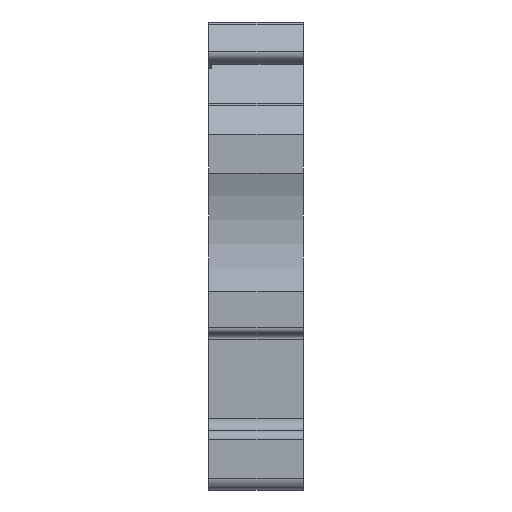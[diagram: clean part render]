
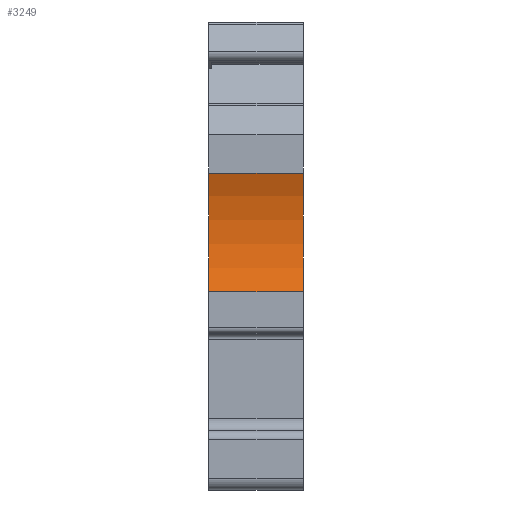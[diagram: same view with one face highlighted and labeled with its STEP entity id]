
A CAD part, left-side view. The second image highlights one B-rep face of the part: STEP entity #3249.
In plain terms, the highlighted cylindrical face has radius 13 mm (diameter 26 mm), a partial arc.
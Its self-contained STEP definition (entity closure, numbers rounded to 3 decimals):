
#65=CIRCLE('',#3477,13.);
#66=CIRCLE('',#3478,13.);
#137=CYLINDRICAL_SURFACE('',#3476,13.);
#422=ORIENTED_EDGE('',*,*,#1324,.F.);
#423=ORIENTED_EDGE('',*,*,#1325,.F.);
#424=ORIENTED_EDGE('',*,*,#1326,.T.);
#425=ORIENTED_EDGE('',*,*,#1323,.T.);
#1323=EDGE_CURVE('',#1757,#1758,#2085,.T.);
#1324=EDGE_CURVE('',#1759,#1758,#65,.T.);
#1325=EDGE_CURVE('',#1760,#1759,#2086,.T.);
#1326=EDGE_CURVE('',#1760,#1757,#66,.T.);
#1757=VERTEX_POINT('',#4954);
#1758=VERTEX_POINT('',#4956);
#1759=VERTEX_POINT('',#4960);
#1760=VERTEX_POINT('',#4962);
#2085=LINE('',#4957,#2473);
#2086=LINE('',#4961,#2474);
#2473=VECTOR('',#3999,1000.);
#2474=VECTOR('',#4004,1000.);
#2773=EDGE_LOOP('',(#422,#423,#424,#425));
#2950=FACE_BOUND('',#2773,.T.);
#3249=ADVANCED_FACE('',(#2950),#137,.F.);
#3476=AXIS2_PLACEMENT_3D('',#4958,#4000,#4001);
#3477=AXIS2_PLACEMENT_3D('',#4959,#4002,#4003);
#3478=AXIS2_PLACEMENT_3D('',#4963,#4005,#4006);
#3999=DIRECTION('',(0.,-1.,0.));
#4000=DIRECTION('',(0.,-1.,0.));
#4001=DIRECTION('',(0.,0.,-1.));
#4002=DIRECTION('',(0.,1.,0.));
#4003=DIRECTION('',(-1.,0.,0.));
#4004=DIRECTION('',(0.,-1.,0.));
#4005=DIRECTION('',(0.,1.,0.));
#4006=DIRECTION('',(-1.,0.,0.));
#4954=CARTESIAN_POINT('',(-36.5,0.,-3.002));
#4956=CARTESIAN_POINT('',(-36.5,-8.,-3.002));
#4957=CARTESIAN_POINT('',(-36.5,0.,-3.002));
#4958=CARTESIAN_POINT('',(-48.5,0.,1.998));
#4959=CARTESIAN_POINT('',(-48.5,-8.,1.998));
#4960=CARTESIAN_POINT('',(-36.5,-8.,6.998));
#4961=CARTESIAN_POINT('',(-36.5,0.,6.998));
#4962=CARTESIAN_POINT('',(-36.5,0.,6.998));
#4963=CARTESIAN_POINT('',(-48.5,0.,1.998));
